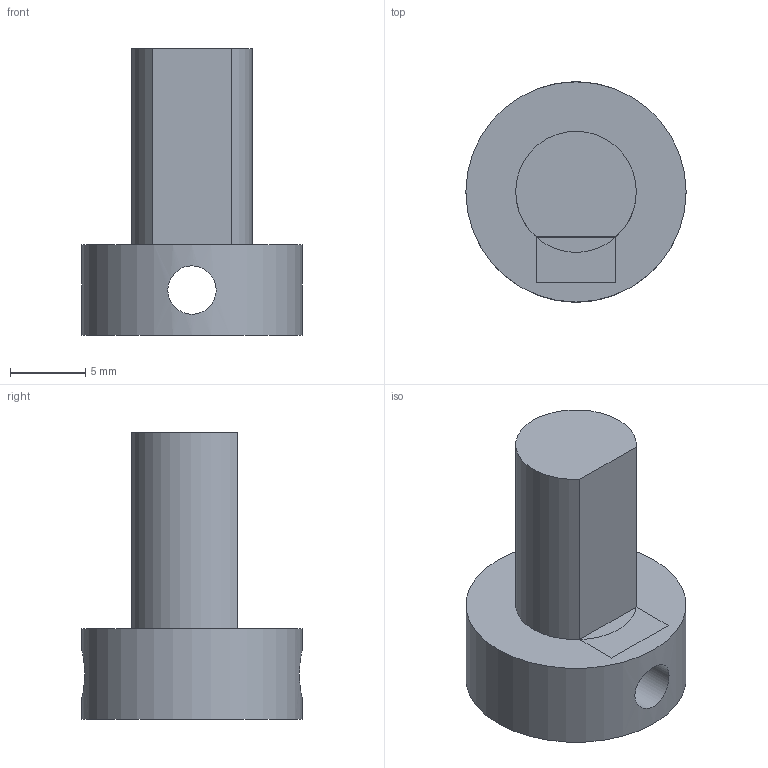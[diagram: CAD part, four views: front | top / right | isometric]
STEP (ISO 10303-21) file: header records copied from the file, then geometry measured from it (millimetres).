
FILE_DESCRIPTION(('FreeCAD Model'),'2;1');
FILE_NAME('Open CASCADE Shape Model','2022-08-24T21:05:46',(''),(''), 'Open CASCADE STEP processor 7.6','FreeCAD','Unknown');
FILE_SCHEMA(('AUTOMOTIVE_DESIGN { 1 0 10303 214 1 1 1 1 }'));
Length unit declared in the file: millimetre
Products named in the file (1): Shaft
Bounding box: 14.6 x 14.6 x 19 mm (x, y, z)
Volume: 1482.6 mm3; surface area: 1067.7 mm2
Topology: 1 solids, 1 shells, 12 faces, 22 edges, 14 vertices
Faces by surface type: plane 7, cylinder 5
Full cylindrical faces by diameter (mm): 3.2 x1, 5.4 x1, 14.6 x1
Entity records: 423 total; most frequent: CARTESIAN_POINT 149, DIRECTION 55, ORIENTED_EDGE 44, AXIS2_PLACEMENT_3D 22, EDGE_CURVE 22, FACE_BOUND 16, EDGE_LOOP 16, VERTEX_POINT 14
